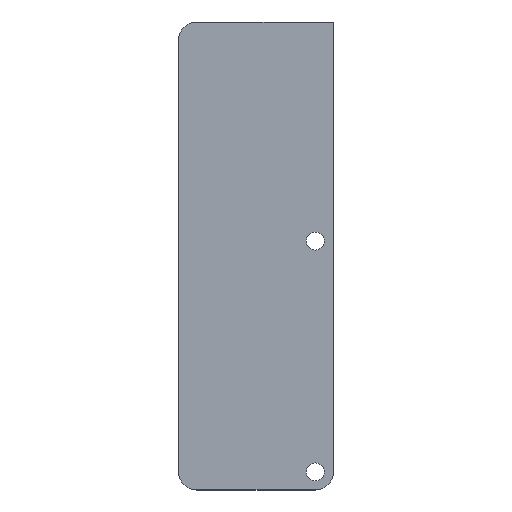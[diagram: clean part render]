
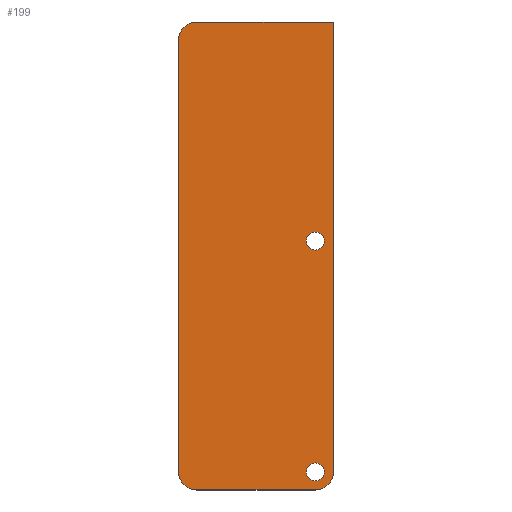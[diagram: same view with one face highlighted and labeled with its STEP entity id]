
A CAD part, top view. The second image highlights one B-rep face of the part: STEP entity #199.
In plain terms, the highlighted planar face has unit normal (0, 0, 1).
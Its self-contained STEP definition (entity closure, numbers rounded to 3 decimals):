
#20=FACE_BOUND('',#36,.T.);
#21=FACE_BOUND('',#37,.T.);
#24=FACE_OUTER_BOUND('',#35,.T.);
#35=EDGE_LOOP('',(#139,#140,#141,#142,#143,#144,#145));
#36=EDGE_LOOP('',(#146));
#37=EDGE_LOOP('',(#147));
#50=LINE('',#312,#67);
#51=LINE('',#316,#68);
#52=LINE('',#320,#69);
#53=LINE('',#321,#70);
#67=VECTOR('',#251,10.);
#68=VECTOR('',#254,10.);
#69=VECTOR('',#257,10.);
#70=VECTOR('',#258,10.);
#84=CIRCLE('',#225,2.2);
#85=CIRCLE('',#226,2.2);
#86=CIRCLE('',#227,2.2);
#87=CIRCLE('',#228,1.1);
#88=CIRCLE('',#229,1.1);
#94=VERTEX_POINT('',#308);
#95=VERTEX_POINT('',#309);
#96=VERTEX_POINT('',#311);
#97=VERTEX_POINT('',#313);
#98=VERTEX_POINT('',#315);
#99=VERTEX_POINT('',#317);
#100=VERTEX_POINT('',#319);
#101=VERTEX_POINT('',#322);
#102=VERTEX_POINT('',#324);
#112=EDGE_CURVE('',#94,#95,#84,.T.);
#113=EDGE_CURVE('',#95,#96,#50,.T.);
#114=EDGE_CURVE('',#96,#97,#85,.T.);
#115=EDGE_CURVE('',#97,#98,#51,.T.);
#116=EDGE_CURVE('',#98,#99,#86,.T.);
#117=EDGE_CURVE('',#99,#100,#52,.T.);
#118=EDGE_CURVE('',#100,#94,#53,.T.);
#119=EDGE_CURVE('',#101,#101,#87,.T.);
#120=EDGE_CURVE('',#102,#102,#88,.T.);
#139=ORIENTED_EDGE('',*,*,#112,.T.);
#140=ORIENTED_EDGE('',*,*,#113,.T.);
#141=ORIENTED_EDGE('',*,*,#114,.T.);
#142=ORIENTED_EDGE('',*,*,#115,.T.);
#143=ORIENTED_EDGE('',*,*,#116,.T.);
#144=ORIENTED_EDGE('',*,*,#117,.T.);
#145=ORIENTED_EDGE('',*,*,#118,.T.);
#146=ORIENTED_EDGE('',*,*,#119,.T.);
#147=ORIENTED_EDGE('',*,*,#120,.T.);
#193=PLANE('',#224);
#199=ADVANCED_FACE('',(#24,#20,#21),#193,.T.);
#224=AXIS2_PLACEMENT_3D('',#307,#247,#248);
#225=AXIS2_PLACEMENT_3D('',#310,#249,#250);
#226=AXIS2_PLACEMENT_3D('',#314,#252,#253);
#227=AXIS2_PLACEMENT_3D('',#318,#255,#256);
#228=AXIS2_PLACEMENT_3D('',#323,#259,#260);
#229=AXIS2_PLACEMENT_3D('',#325,#261,#262);
#247=DIRECTION('center_axis',(0.,0.,1.));
#248=DIRECTION('ref_axis',(-1.,0.,0.));
#249=DIRECTION('center_axis',(0.,0.,1.));
#250=DIRECTION('ref_axis',(-0.707,0.707,0.));
#251=DIRECTION('',(0.,-1.,0.));
#252=DIRECTION('center_axis',(0.,0.,1.));
#253=DIRECTION('ref_axis',(-0.707,-0.707,0.));
#254=DIRECTION('',(1.,0.,0.));
#255=DIRECTION('center_axis',(0.,0.,1.));
#256=DIRECTION('ref_axis',(0.,-1.,0.));
#257=DIRECTION('',(0.,1.,0.));
#258=DIRECTION('',(-1.,0.,0.));
#259=DIRECTION('center_axis',(0.,0.,-1.));
#260=DIRECTION('ref_axis',(-1.,0.,0.));
#261=DIRECTION('center_axis',(0.,0.,-1.));
#262=DIRECTION('ref_axis',(-1.,0.,0.));
#307=CARTESIAN_POINT('Origin',(117.66,-54.3,11.8));
#308=CARTESIAN_POINT('',(148.515,-25.725,11.8));
#309=CARTESIAN_POINT('',(146.315,-27.925,11.8));
#310=CARTESIAN_POINT('Origin',(148.515,-27.925,11.8));
#311=CARTESIAN_POINT('',(146.315,-80.675,11.8));
#312=CARTESIAN_POINT('',(146.315,-27.925,11.8));
#313=CARTESIAN_POINT('',(148.515,-82.875,11.8));
#314=CARTESIAN_POINT('Origin',(148.515,-80.675,11.8));
#315=CARTESIAN_POINT('',(163.005,-82.875,11.8));
#316=CARTESIAN_POINT('',(72.315,-82.875,11.8));
#317=CARTESIAN_POINT('',(165.205,-80.675,11.8));
#318=CARTESIAN_POINT('Origin',(163.005,-80.675,11.8));
#319=CARTESIAN_POINT('',(165.205,-25.725,11.8));
#320=CARTESIAN_POINT('',(165.205,-80.675,11.8));
#321=CARTESIAN_POINT('',(165.205,-25.725,11.8));
#322=CARTESIAN_POINT('',(164.105,-80.675,11.8));
#323=CARTESIAN_POINT('Origin',(163.005,-80.675,11.8));
#324=CARTESIAN_POINT('',(164.105,-52.475,11.8));
#325=CARTESIAN_POINT('Origin',(163.005,-52.475,11.8));
